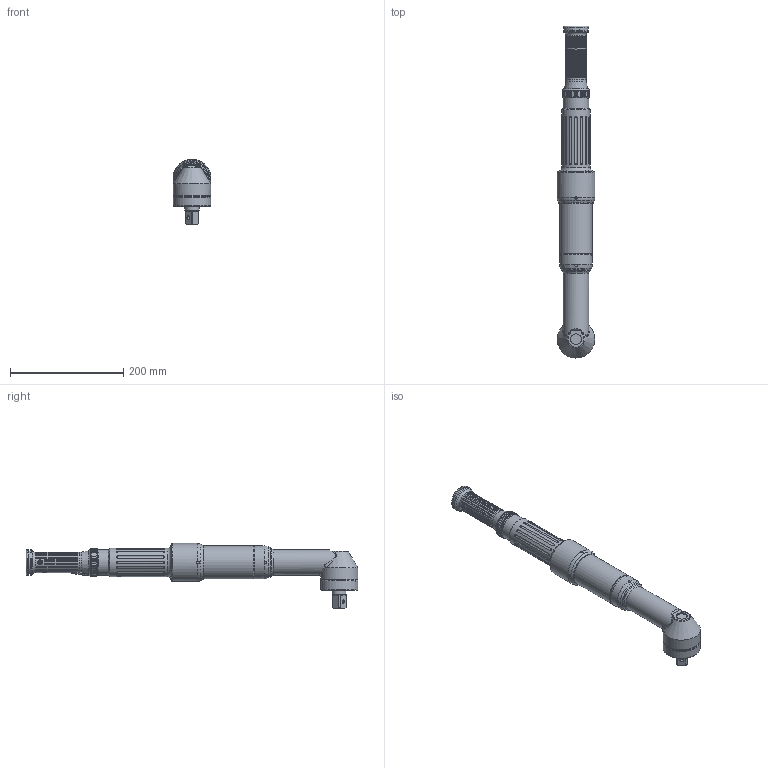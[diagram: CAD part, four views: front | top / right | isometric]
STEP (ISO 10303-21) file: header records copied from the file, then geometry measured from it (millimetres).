
FILE_DESCRIPTION(/* description */ (''),/* implementation_level */ '2;1');
FILE_NAME(/* name */ 'HFT-300M120-A-20(DS-H023+A)_OUTLINE.stp',/* time_stamp */ '2018-06-18T09:24:12+09:00',/* author */ ('AkihiroKATO'),/* organization */ (''),/* preprocessor_version */ 'ST-DEVELOPER v16.5',/* originating_system */ 'Autodesk Inventor 2017',/* authorisation */ '');
FILE_SCHEMA (('AUTOMOTIVE_DESIGN { 1 0 10303 214 3 1 1 }'));
Length unit declared in the file: millimetre
Products named in the file (1): HFT-300M120-A-20(DS-H023+A)_OUTLINE
Bounding box: 67 x 586 x 115 mm (x, y, z)
Volume: 1251938.7 mm3; surface area: 117203.7 mm2
Topology: 1 solids, 9 shells, 830 faces, 2019 edges, 1299 vertices
Faces by surface type: plane 438, cylinder 261, sphere 60, cone 33, torus 22, bspline 16
Full cylindrical faces by diameter (mm): 1 x24, 1.6 x4, 2 x1, 3 x1, 4.5 x1, 4.6 x12, 5.5 x1, 6 x1, 6.8 x2, 8 x3, 9 x3, 19 x1, 21.4 x1, 24 x1, 25 x1, 26.5 x1, 30 x1, 34 x1, 36 x1, 44.5 x1, 45 x3, 45.5 x1, 48 x1, 50 x1, 56 x1, 56.4 x1, 58 x2, 64 x2, 64.4 x2, 66 x2
Entity records: 25980 total; most frequent: CARTESIAN_POINT 6348, DIRECTION 4198, ORIENTED_EDGE 3530, AXIS2_PLACEMENT_3D 1760, EDGE_CURVE 1757, VERTEX_POINT 1195, EDGE_LOOP 1096, CIRCLE 842
